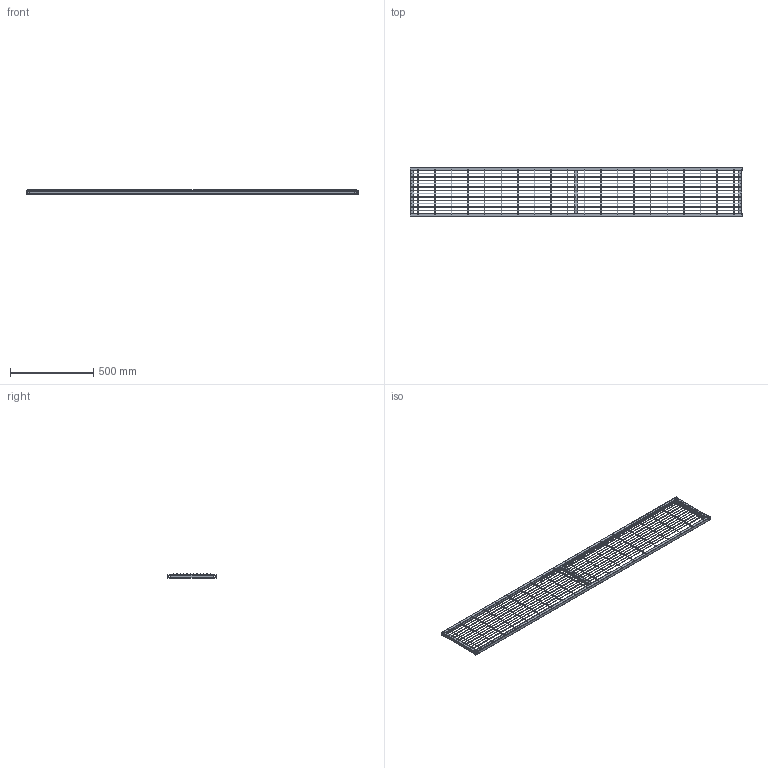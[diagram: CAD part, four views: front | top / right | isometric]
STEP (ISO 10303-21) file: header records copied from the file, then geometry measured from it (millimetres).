
FILE_DESCRIPTION (( 'STEP AP214' ), '1' );
FILE_NAME ('SRF_C_300_3_B.STEP', '2018-01-25T12:23:49', ( '' ), ( '' ), 'SwSTEP 2.0', 'SolidWorks 2018', '' );
FILE_SCHEMA (( 'AUTOMOTIVE_DESIGN' ));
Length unit declared in the file: millimetre
Products named in the file (1): SRF_C_300_3_B
Bounding box: 1999 x 295 x 26 mm (x, y, z)
Volume: 503756.9 mm3; surface area: 993487 mm2
Topology: 41 solids, 41 shells, 530 faces, 1284 edges, 856 vertices
Faces by surface type: cylinder 276, plane 254
Entity records: 21960 total; most frequent: DIRECTION 2898, CARTESIAN_POINT 2671, ORIENTED_EDGE 2568, EDGE_CURVE 1284, AXIS2_PLACEMENT_3D 1083, VERTEX_POINT 856, LINE 732, VECTOR 732
